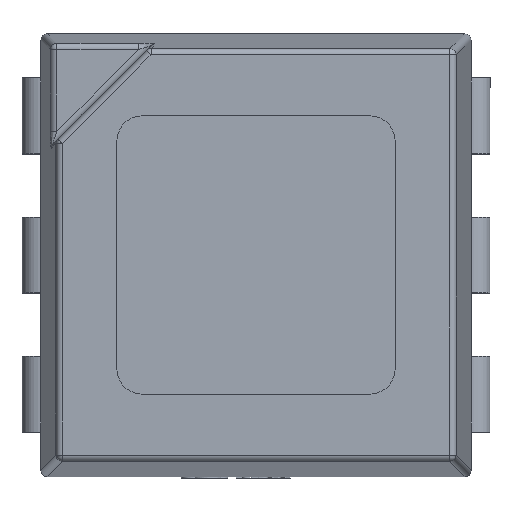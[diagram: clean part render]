
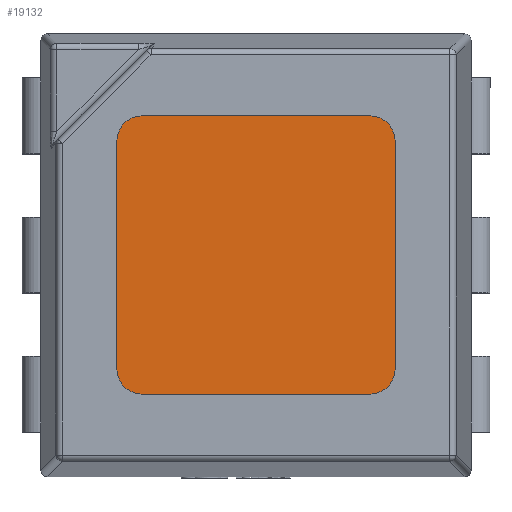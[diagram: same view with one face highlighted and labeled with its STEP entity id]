
A CAD part, top view. The second image highlights one B-rep face of the part: STEP entity #19132.
In plain terms, the highlighted planar face has unit normal (0, 0, 1).
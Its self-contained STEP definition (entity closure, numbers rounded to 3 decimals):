
#33 = LINE ( 'NONE', #14145, #4352 ) ;
#110 = CARTESIAN_POINT ( 'NONE',  ( -0.9, 0.9, 2.8 ) ) ;
#174 = ORIENTED_EDGE ( 'NONE', *, *, #6114, .T. ) ;
#529 = VERTEX_POINT ( 'NONE', #15766 ) ;
#759 = CARTESIAN_POINT ( 'NONE',  ( 0.9, -1.1, 2.8 ) ) ;
#877 = ORIENTED_EDGE ( 'NONE', *, *, #5026, .T. ) ;
#1003 = AXIS2_PLACEMENT_3D ( 'NONE', #9326, #13901, #7856 ) ;
#1395 = DIRECTION ( 'NONE',  ( 0., 0., 1. ) ) ;
#1658 = DIRECTION ( 'NONE',  ( 0., 1., 0. ) ) ;
#2190 = VECTOR ( 'NONE', #1658, 1000. ) ;
#2972 = DIRECTION ( 'NONE',  ( -1., 0., 0. ) ) ;
#3138 = CARTESIAN_POINT ( 'NONE',  ( 1.1, 0.9, 2.8 ) ) ;
#3692 = VERTEX_POINT ( 'NONE', #9147 ) ;
#4262 = DIRECTION ( 'NONE',  ( -1., 0., 0. ) ) ;
#4278 = CARTESIAN_POINT ( 'NONE',  ( -1.1, -1.1, 2.8 ) ) ;
#4307 = EDGE_CURVE ( 'NONE', #3692, #15478, #33, .T. ) ;
#4352 = VECTOR ( 'NONE', #6115, 1000. ) ;
#4930 = EDGE_CURVE ( 'NONE', #529, #7768, #17900, .T. ) ;
#5018 = LINE ( 'NONE', #12703, #2190 ) ;
#5026 = EDGE_CURVE ( 'NONE', #15478, #529, #16202, .T. ) ;
#5725 = ORIENTED_EDGE ( 'NONE', *, *, #10488, .T. ) ;
#6074 = DIRECTION ( 'NONE',  ( 0., 0., 1. ) ) ;
#6114 = EDGE_CURVE ( 'NONE', #7768, #12024, #7118, .T. ) ;
#6115 = DIRECTION ( 'NONE',  ( -1., 0., 0. ) ) ;
#6524 = VERTEX_POINT ( 'NONE', #3138 ) ;
#6827 = DIRECTION ( 'NONE',  ( 1., 0., 0. ) ) ;
#7118 = CIRCLE ( 'NONE', #19448, 0.2 ) ;
#7658 = AXIS2_PLACEMENT_3D ( 'NONE', #110, #1395, #15134 ) ;
#7768 = VERTEX_POINT ( 'NONE', #8429 ) ;
#7856 = DIRECTION ( 'NONE',  ( -1., 0., 0. ) ) ;
#8138 = EDGE_LOOP ( 'NONE', ( #11519, #174, #17970, #5725, #16222, #16763, #9566, #877 ) ) ;
#8419 = EDGE_CURVE ( 'NONE', #13154, #6524, #5018, .T. ) ;
#8429 = CARTESIAN_POINT ( 'NONE',  ( -1.1, -0.9, 2.8 ) ) ;
#8762 = DIRECTION ( 'NONE',  ( -1., 0., 0. ) ) ;
#9147 = CARTESIAN_POINT ( 'NONE',  ( 0.9, 1.1, 2.8 ) ) ;
#9326 = CARTESIAN_POINT ( 'NONE',  ( 0., 0., 2.8 ) ) ;
#9358 = CARTESIAN_POINT ( 'NONE',  ( -0.9, 1.1, 2.8 ) ) ;
#9566 = ORIENTED_EDGE ( 'NONE', *, *, #4307, .T. ) ;
#10020 = DIRECTION ( 'NONE',  ( 0., 0., 1. ) ) ;
#10422 = AXIS2_PLACEMENT_3D ( 'NONE', #19660, #6074, #2972 ) ;
#10488 = EDGE_CURVE ( 'NONE', #11122, #13154, #12330, .T. ) ;
#10503 = EDGE_CURVE ( 'NONE', #6524, #3692, #17751, .T. ) ;
#11122 = VERTEX_POINT ( 'NONE', #759 ) ;
#11519 = ORIENTED_EDGE ( 'NONE', *, *, #4930, .T. ) ;
#11918 = CARTESIAN_POINT ( 'NONE',  ( -0.9, -0.9, 2.8 ) ) ;
#12024 = VERTEX_POINT ( 'NONE', #13580 ) ;
#12276 = FACE_OUTER_BOUND ( 'NONE', #8138, .T. ) ;
#12330 = CIRCLE ( 'NONE', #16459, 0.2 ) ;
#12703 = CARTESIAN_POINT ( 'NONE',  ( 1.1, -1.1, 2.8 ) ) ;
#13154 = VERTEX_POINT ( 'NONE', #14329 ) ;
#13580 = CARTESIAN_POINT ( 'NONE',  ( -0.9, -1.1, 2.8 ) ) ;
#13901 = DIRECTION ( 'NONE',  ( 0., 0., -1. ) ) ;
#14145 = CARTESIAN_POINT ( 'NONE',  ( -1.1, 1.1, 2.8 ) ) ;
#14316 = VECTOR ( 'NONE', #17815, 1000. ) ;
#14329 = CARTESIAN_POINT ( 'NONE',  ( 1.1, -0.9, 2.8 ) ) ;
#15134 = DIRECTION ( 'NONE',  ( -1., 0., 0. ) ) ;
#15478 = VERTEX_POINT ( 'NONE', #9358 ) ;
#15766 = CARTESIAN_POINT ( 'NONE',  ( -1.1, 0.9, 2.8 ) ) ;
#16202 = CIRCLE ( 'NONE', #7658, 0.2 ) ;
#16222 = ORIENTED_EDGE ( 'NONE', *, *, #8419, .T. ) ;
#16392 = DIRECTION ( 'NONE',  ( 0., 0., 1. ) ) ;
#16459 = AXIS2_PLACEMENT_3D ( 'NONE', #17883, #16392, #8762 ) ;
#16646 = LINE ( 'NONE', #17141, #19314 ) ;
#16763 = ORIENTED_EDGE ( 'NONE', *, *, #10503, .T. ) ;
#17060 = EDGE_CURVE ( 'NONE', #12024, #11122, #16646, .T. ) ;
#17141 = CARTESIAN_POINT ( 'NONE',  ( -1.1, -1.1, 2.8 ) ) ;
#17751 = CIRCLE ( 'NONE', #10422, 0.2 ) ;
#17815 = DIRECTION ( 'NONE',  ( 0., -1., 0. ) ) ;
#17883 = CARTESIAN_POINT ( 'NONE',  ( 0.9, -0.9, 2.8 ) ) ;
#17900 = LINE ( 'NONE', #4278, #14316 ) ;
#17970 = ORIENTED_EDGE ( 'NONE', *, *, #17060, .T. ) ;
#18343 = PLANE ( 'NONE',  #1003 ) ;
#19132 = ADVANCED_FACE ( 'NONE', ( #12276 ), #18343, .F. ) ;
#19314 = VECTOR ( 'NONE', #6827, 1000. ) ;
#19448 = AXIS2_PLACEMENT_3D ( 'NONE', #11918, #10020, #4262 ) ;
#19660 = CARTESIAN_POINT ( 'NONE',  ( 0.9, 0.9, 2.8 ) ) ;
